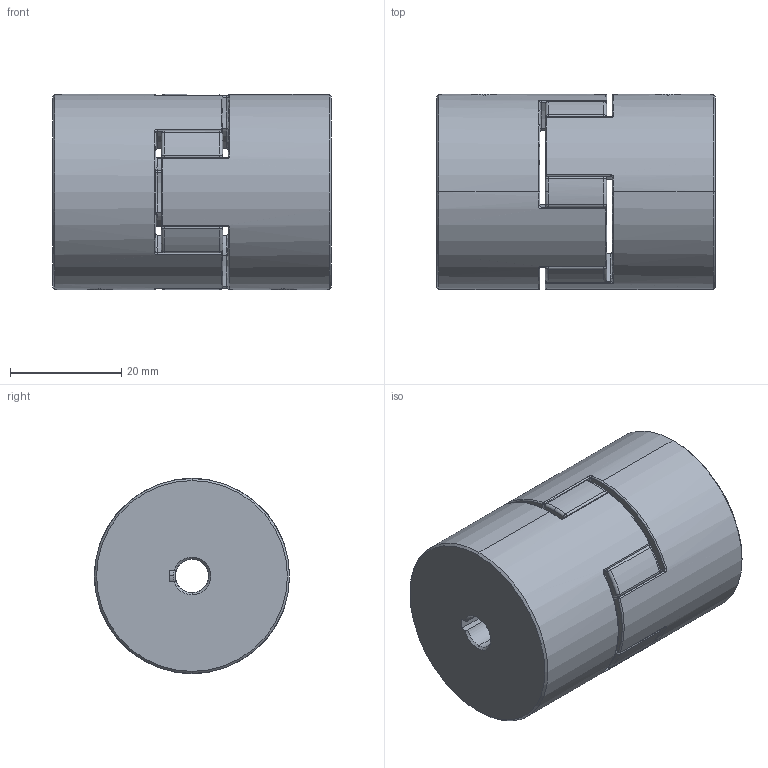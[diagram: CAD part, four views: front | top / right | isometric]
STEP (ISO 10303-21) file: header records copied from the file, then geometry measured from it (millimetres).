
FILE_DESCRIPTION (( 'STEP AP203' ), '1' );
FILE_NAME ('CL19-35K.step', '2011-08-10T07:04:49', ( '' ), ( '' ), 'SwSTEP 2.0', 'SolidWorks 2010', '' );
FILE_SCHEMA (( 'CONFIG_CONTROL_DESIGN' ));
Length unit declared in the file: millimetre
Products named in the file (1): CL19-35K
Bounding box: 50 x 35 x 35 mm (x, y, z)
Volume: 44157 mm3; surface area: 15198.1 mm2
Topology: 7 solids, 7 shells, 358 faces, 839 edges, 477 vertices
Faces by surface type: torus 109, cylinder 100, plane 60, sphere 45, cone 24, bspline 20
Entity records: 11486 total; most frequent: CARTESIAN_POINT 3432, DIRECTION 1803, ORIENTED_EDGE 1610, EDGE_CURVE 805, AXIS2_PLACEMENT_3D 783, VERTEX_POINT 460, CIRCLE 444, EDGE_LOOP 371
